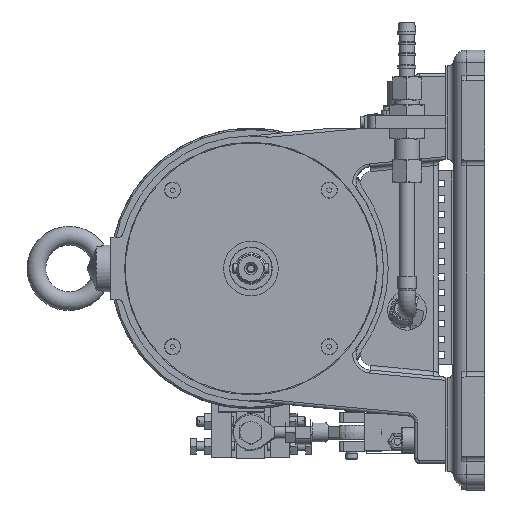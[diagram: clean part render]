
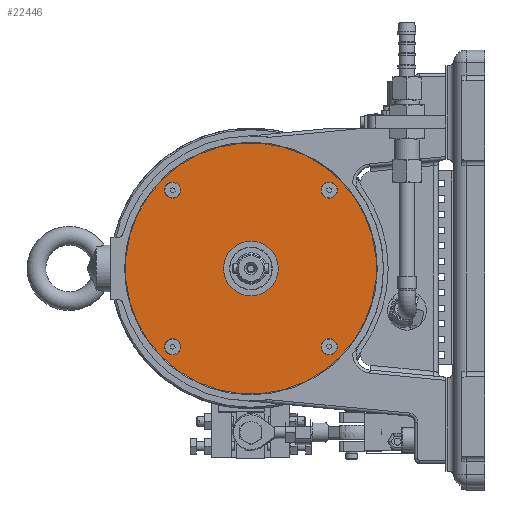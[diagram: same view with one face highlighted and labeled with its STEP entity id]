
A CAD part, left-side view. The second image highlights one B-rep face of the part: STEP entity #22446.
In plain terms, the highlighted planar face has unit normal (-1, 0, 0).
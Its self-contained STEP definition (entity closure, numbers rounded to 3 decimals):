
#11563 = FACE_BOUND ( 'NONE', #32833, .T. ) ;
#11567 = FACE_BOUND ( 'NONE', #32830, .T. ) ;
#11571 = FACE_BOUND ( 'NONE', #32828, .T. ) ;
#11575 = FACE_OUTER_BOUND ( 'NONE', #32829, .T. ) ;
#11576 = FACE_BOUND ( 'NONE', #32834, .T. ) ;
#11578 = FACE_BOUND ( 'NONE', #32827, .T. ) ;
#14360 = DIRECTION ( 'NONE',  ( 1., 0., 0. ) ) ;
#14364 = PLANE ( 'NONE',  #47867 ) ;
#14365 = CARTESIAN_POINT ( 'NONE',  ( 57.5, 165.374, -127.626 ) ) ;
#14367 = DIRECTION ( 'NONE',  ( 0., 0.707, -0.707 ) ) ;
#21556 = VERTEX_POINT ( 'NONE', #69553 ) ;
#21557 = VERTEX_POINT ( 'NONE', #69554 ) ;
#21560 = VERTEX_POINT ( 'NONE', #69557 ) ;
#21563 = VERTEX_POINT ( 'NONE', #69561 ) ;
#21564 = VERTEX_POINT ( 'NONE', #69562 ) ;
#21566 = VERTEX_POINT ( 'NONE', #69564 ) ;
#22446 = ADVANCED_FACE ( 'NONE', ( #11563, #11576, #11567, #11575, #11571, #11578 ), #14364, .F. ) ;
#25626 = CIRCLE ( 'NONE', #54274, 5.2 ) ;
#25628 = CIRCLE ( 'NONE', #54275, 80.5 ) ;
#25634 = CIRCLE ( 'NONE', #54278, 17.5 ) ;
#25640 = CIRCLE ( 'NONE', #54281, 5.2 ) ;
#25642 = CIRCLE ( 'NONE', #54282, 5.2 ) ;
#32827 = EDGE_LOOP ( 'NONE', ( #40366 ) ) ;
#32828 = EDGE_LOOP ( 'NONE', ( #40357 ) ) ;
#32829 = EDGE_LOOP ( 'NONE', ( #34742 ) ) ;
#32830 = EDGE_LOOP ( 'NONE', ( #40376 ) ) ;
#32833 = EDGE_LOOP ( 'NONE', ( #40336 ) ) ;
#32834 = EDGE_LOOP ( 'NONE', ( #40333 ) ) ;
#34742 = ORIENTED_EDGE ( 'NONE', *, *, #37838, .T. ) ;
#37837 = EDGE_CURVE ( 'NONE', #21556, #21556, #25626, .T. ) ;
#37838 = EDGE_CURVE ( 'NONE', #21557, #21557, #25628, .T. ) ;
#37841 = EDGE_CURVE ( 'NONE', #21560, #21560, #25634, .T. ) ;
#37844 = EDGE_CURVE ( 'NONE', #21563, #21563, #25640, .T. ) ;
#37845 = EDGE_CURVE ( 'NONE', #21564, #21564, #25642, .T. ) ;
#37847 = EDGE_CURVE ( 'NONE', #21566, #21566, #39659, .T. ) ;
#39659 = CIRCLE ( 'NONE', #54284, 5.2 ) ;
#40333 = ORIENTED_EDGE ( 'NONE', *, *, #37844, .F. ) ;
#40336 = ORIENTED_EDGE ( 'NONE', *, *, #37845, .F. ) ;
#40357 = ORIENTED_EDGE ( 'NONE', *, *, #37837, .F. ) ;
#40366 = ORIENTED_EDGE ( 'NONE', *, *, #37847, .F. ) ;
#40376 = ORIENTED_EDGE ( 'NONE', *, *, #37841, .F. ) ;
#47867 = AXIS2_PLACEMENT_3D ( 'NONE', #14365, #14360, #14367 ) ;
#51975 = CARTESIAN_POINT ( 'NONE',  ( 57.5, 102.795, -89.795 ) ) ;
#51976 = DIRECTION ( 'NONE',  ( -1., 0., 0. ) ) ;
#51977 = DIRECTION ( 'NONE',  ( 0., -0.707, -0.707 ) ) ;
#51978 = CARTESIAN_POINT ( 'NONE',  ( 57.5, 153., -140. ) ) ;
#51979 = DIRECTION ( 'NONE',  ( -1., 0., 0. ) ) ;
#51980 = DIRECTION ( 'NONE',  ( 0., -0.707, 0.707 ) ) ;
#51987 = CARTESIAN_POINT ( 'NONE',  ( 57.5, 153., -140. ) ) ;
#51988 = DIRECTION ( 'NONE',  ( -1., 0., 0. ) ) ;
#51989 = DIRECTION ( 'NONE',  ( 0., -0.707, 0.707 ) ) ;
#51997 = CARTESIAN_POINT ( 'NONE',  ( 57.5, 203.205, -89.795 ) ) ;
#51998 = DIRECTION ( 'NONE',  ( -1., 0., 0. ) ) ;
#51999 = DIRECTION ( 'NONE',  ( 0., -0.707, 0.707 ) ) ;
#52001 = CARTESIAN_POINT ( 'NONE',  ( 57.5, 102.795, -190.205 ) ) ;
#52002 = DIRECTION ( 'NONE',  ( -1., 0., 0. ) ) ;
#52003 = DIRECTION ( 'NONE',  ( 0., 0.707, -0.707 ) ) ;
#52009 = CARTESIAN_POINT ( 'NONE',  ( 57.5, 203.205, -190.205 ) ) ;
#52010 = DIRECTION ( 'NONE',  ( -1., 0., 0. ) ) ;
#52011 = DIRECTION ( 'NONE',  ( 0., 0.707, 0.707 ) ) ;
#54274 = AXIS2_PLACEMENT_3D ( 'NONE', #51975, #51976, #51977 ) ;
#54275 = AXIS2_PLACEMENT_3D ( 'NONE', #51978, #51979, #51980 ) ;
#54278 = AXIS2_PLACEMENT_3D ( 'NONE', #51987, #51988, #51989 ) ;
#54281 = AXIS2_PLACEMENT_3D ( 'NONE', #51997, #51998, #51999 ) ;
#54282 = AXIS2_PLACEMENT_3D ( 'NONE', #52001, #52002, #52003 ) ;
#54284 = AXIS2_PLACEMENT_3D ( 'NONE', #52009, #52010, #52011 ) ;
#69553 = CARTESIAN_POINT ( 'NONE',  ( 57.5, 99.118, -93.472 ) ) ;
#69554 = CARTESIAN_POINT ( 'NONE',  ( 57.5, 96.078, -83.078 ) ) ;
#69557 = CARTESIAN_POINT ( 'NONE',  ( 57.5, 140.626, -127.626 ) ) ;
#69561 = CARTESIAN_POINT ( 'NONE',  ( 57.5, 199.528, -86.118 ) ) ;
#69562 = CARTESIAN_POINT ( 'NONE',  ( 57.5, 106.472, -193.882 ) ) ;
#69564 = CARTESIAN_POINT ( 'NONE',  ( 57.5, 206.882, -186.528 ) ) ;
